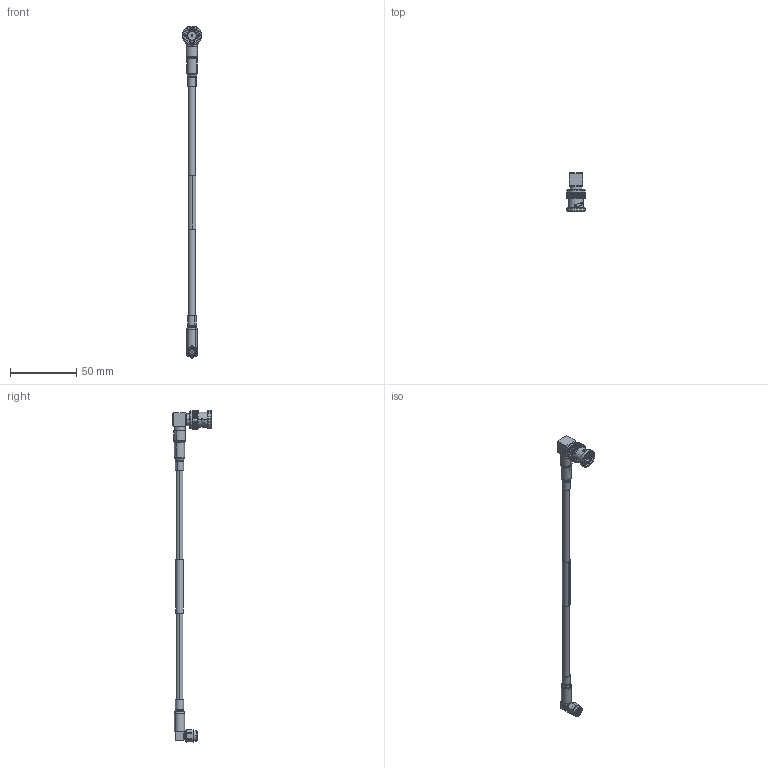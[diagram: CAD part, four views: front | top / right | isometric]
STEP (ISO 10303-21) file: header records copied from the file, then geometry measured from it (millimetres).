
FILE_DESCRIPTION (( 'STEP AP214' ), '1' );
FILE_NAME ('FMCA10018_3D.step', '2024-01-26T20:51:51', ( '' ), ( '' ), 'SwSTEP 2.0', 'SolidWorks 2022', '' );
FILE_SCHEMA (( 'AUTOMOTIVE_DESIGN' ));
Length unit declared in the file: inch
Products named in the file (7): RG400_U_cable; 1AW01-003_.230 ID X 1" long; FMCN1372; SC6050_Original; FMCA10018_3D; HeatShrink_SC7050_2; HeatShrink_SC7050
Assembly tree (6 placements, depth 2):
  FMCA10018_3D
    1AW01-003_.230 ID X 1" long
    RG400_U_cable
    HeatShrink_SC7050
    SC6050_Original
    FMCN1372
    HeatShrink_SC7050_2
Bounding box: 14.5 x 28.96 x 250.2 mm (x, y, z)
Volume: 8750.6 mm3; surface area: 11966.9 mm2
Topology: 8 solids, 8 shells, 3688 faces, 8032 edges, 4381 vertices
Faces by surface type: bspline 2413, cylinder 749, plane 426, cone 67, torus 33
Entity records: 145979 total; most frequent: CARTESIAN_POINT 91888, ORIENTED_EDGE 16060, EDGE_CURVE 8030, DIRECTION 4801, VERTEX_POINT 4381, EDGE_LOOP 3723, FACE_OUTER_BOUND 3688, ADVANCED_FACE 3688
